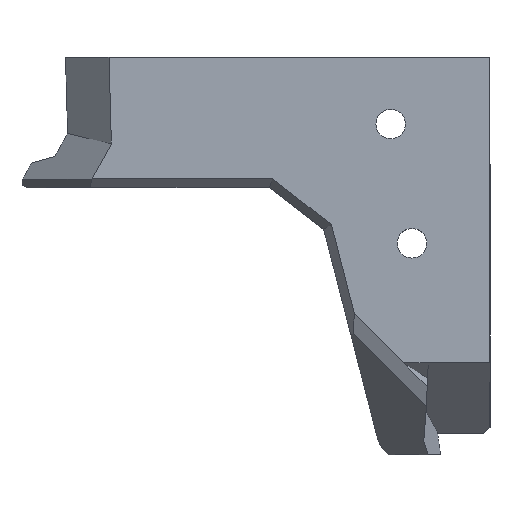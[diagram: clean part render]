
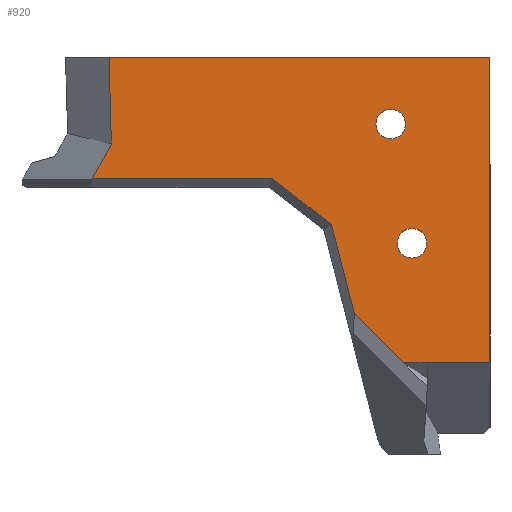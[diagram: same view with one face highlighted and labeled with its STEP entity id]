
A CAD part, top view. The second image highlights one B-rep face of the part: STEP entity #920.
In plain terms, the highlighted planar face has unit normal (0, 0, 1).
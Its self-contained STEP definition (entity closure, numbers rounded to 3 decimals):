
#65 = CARTESIAN_POINT ( 'NONE',  ( -264.32, -74.531, -574.262 ) ) ;
#70 = FACE_BOUND ( 'NONE', #304, .T. ) ;
#77 = EDGE_CURVE ( 'NONE', #108, #958, #1445, .T. ) ;
#84 = CARTESIAN_POINT ( 'NONE',  ( -241.717, -80.182, -574.262 ) ) ;
#89 = CARTESIAN_POINT ( 'NONE',  ( -265.201, -71.108, -574.262 ) ) ;
#108 = VERTEX_POINT ( 'NONE', #158 ) ;
#114 = B_SPLINE_CURVE_WITH_KNOTS ( 'NONE', 3,
 ( #886, #1107, #1327, #313 ),
 .UNSPECIFIED., .F., .F.,
 ( 4, 4 ),
 ( 0.124, 0.983 ),
 .UNSPECIFIED. ) ;
#125 = LINE ( 'NONE', #1247, #583 ) ;
#129 = VECTOR ( 'NONE', #1456, 1000. ) ;
#150 = VECTOR ( 'NONE', #369, 1000. ) ;
#158 = CARTESIAN_POINT ( 'NONE',  ( -260.141, -54.411, -574.262 ) ) ;
#162 = FACE_OUTER_BOUND ( 'NONE', #1028, .T. ) ;
#165 = ORIENTED_EDGE ( 'NONE', *, *, #1253, .F. ) ;
#170 = CARTESIAN_POINT ( 'NONE',  ( -260.141, -52.711, -574.262 ) ) ;
#187 = VERTEX_POINT ( 'NONE', #1168 ) ;
#195 = VECTOR ( 'NONE', #240, 1000. ) ;
#221 = EDGE_CURVE ( 'NONE', #1261, #431, #125, .T. ) ;
#240 = DIRECTION ( 'NONE',  ( 0., 1., 0. ) ) ;
#270 = CIRCLE ( 'NONE', #312, 1.7 ) ;
#271 = ORIENTED_EDGE ( 'NONE', *, *, #672, .F. ) ;
#293 = LINE ( 'NONE', #635, #492 ) ;
#304 = EDGE_LOOP ( 'NONE', ( #884, #676 ) ) ;
#312 = AXIS2_PLACEMENT_3D ( 'NONE', #910, #813, #805 ) ;
#313 = CARTESIAN_POINT ( 'NONE',  ( -273.752, -59., -574.262 ) ) ;
#327 = ORIENTED_EDGE ( 'NONE', *, *, #388, .F. ) ;
#330 = EDGE_CURVE ( 'NONE', #1237, #1261, #1342, .T. ) ;
#357 = ORIENTED_EDGE ( 'NONE', *, *, #772, .F. ) ;
#369 = DIRECTION ( 'NONE',  ( 1., 0., 0. ) ) ;
#388 = EDGE_CURVE ( 'NONE', #449, #485, #114, .T. ) ;
#393 = FACE_BOUND ( 'NONE', #1141, .T. ) ;
#431 = VERTEX_POINT ( 'NONE', #711 ) ;
#433 = VECTOR ( 'NONE', #1000, 1000. ) ;
#449 = VERTEX_POINT ( 'NONE', #576 ) ;
#467 = CARTESIAN_POINT ( 'NONE',  ( -259.393, -66.427, -574.262 ) ) ;
#474 = EDGE_CURVE ( 'NONE', #187, #773, #270, .T. ) ;
#477 = EDGE_CURVE ( 'NONE', #1403, #952, #1240, .T. ) ;
#479 = CARTESIAN_POINT ( 'NONE',  ( -276.306, -59., -574.262 ) ) ;
#485 = VERTEX_POINT ( 'NONE', #1246 ) ;
#492 = VECTOR ( 'NONE', #753, 1000. ) ;
#503 = EDGE_CURVE ( 'NONE', #431, #485, #797, .T. ) ;
#508 = VERTEX_POINT ( 'NONE', #1136 ) ;
#513 = DIRECTION ( 'NONE',  ( -1., 0., 0. ) ) ;
#522 = ORIENTED_EDGE ( 'NONE', *, *, #221, .T. ) ;
#525 = DIRECTION ( 'NONE',  ( -1., 0., 0. ) ) ;
#543 = DIRECTION ( 'NONE',  ( -1., 0., 0. ) ) ;
#549 = CARTESIAN_POINT ( 'NONE',  ( -266.964, -64.261, -574.262 ) ) ;
#576 = CARTESIAN_POINT ( 'NONE',  ( -266.964, -64.261, -574.262 ) ) ;
#583 = VECTOR ( 'NONE', #1032, 1000. ) ;
#596 = ORIENTED_EDGE ( 'NONE', *, *, #1255, .F. ) ;
#635 = CARTESIAN_POINT ( 'NONE',  ( -202.331, -45., -574.262 ) ) ;
#647 = CARTESIAN_POINT ( 'NONE',  ( -255.814, -80.183, -574.262 ) ) ;
#672 = EDGE_CURVE ( 'NONE', #1403, #1275, #1103, .T. ) ;
#673 = LINE ( 'NONE', #1123, #769 ) ;
#676 = ORIENTED_EDGE ( 'NONE', *, *, #1187, .F. ) ;
#681 = DIRECTION ( 'NONE',  ( -0.707, 0.707, 0. ) ) ;
#700 = AXIS2_PLACEMENT_3D ( 'NONE', #170, #1281, #513 ) ;
#711 = CARTESIAN_POINT ( 'NONE',  ( -294.487, -59., -574.262 ) ) ;
#747 = CIRCLE ( 'NONE', #940, 1.7 ) ;
#752 = B_SPLINE_CURVE_WITH_KNOTS ( 'NONE', 3,
 ( #888, #89, #791, #549 ),
 .UNSPECIFIED., .F., .F.,
 ( 4, 4 ),
 ( 1.592, 2.653 ),
 .UNSPECIFIED. ) ;
#753 = DIRECTION ( 'NONE',  ( -1., 0., 0. ) ) ;
#757 = ORIENTED_EDGE ( 'NONE', *, *, #939, .T. ) ;
#759 = DIRECTION ( 'NONE',  ( 0., 0., -1. ) ) ;
#760 = CARTESIAN_POINT ( 'NONE',  ( -292.276, -55.004, -574.262 ) ) ;
#769 = VECTOR ( 'NONE', #681, 1000. ) ;
#772 = EDGE_CURVE ( 'NONE', #508, #924, #673, .T. ) ;
#773 = VERTEX_POINT ( 'NONE', #467 ) ;
#791 = CARTESIAN_POINT ( 'NONE',  ( -266.083, -67.684, -574.262 ) ) ;
#797 = LINE ( 'NONE', #479, #150 ) ;
#805 = DIRECTION ( 'NONE',  ( 1., 0., 0. ) ) ;
#812 = ORIENTED_EDGE ( 'NONE', *, *, #503, .T. ) ;
#813 = DIRECTION ( 'NONE',  ( 0., 0., 1. ) ) ;
#850 = ORIENTED_EDGE ( 'NONE', *, *, #477, .T. ) ;
#855 = CARTESIAN_POINT ( 'NONE',  ( -260.141, -51.011, -574.262 ) ) ;
#866 = PLANE ( 'NONE',  #1307 ) ;
#884 = ORIENTED_EDGE ( 'NONE', *, *, #474, .F. ) ;
#886 = CARTESIAN_POINT ( 'NONE',  ( -266.964, -64.261, -574.262 ) ) ;
#888 = CARTESIAN_POINT ( 'NONE',  ( -264.32, -74.531, -574.262 ) ) ;
#910 = CARTESIAN_POINT ( 'NONE',  ( -257.693, -66.427, -574.262 ) ) ;
#917 = VECTOR ( 'NONE', #543, 1000. ) ;
#920 = ADVANCED_FACE ( 'NONE', ( #393, #70, #162 ), #866, .F. ) ;
#922 = EDGE_CURVE ( 'NONE', #958, #108, #747, .T. ) ;
#924 = VERTEX_POINT ( 'NONE', #65 ) ;
#939 = EDGE_CURVE ( 'NONE', #952, #1237, #293, .T. ) ;
#940 = AXIS2_PLACEMENT_3D ( 'NONE', #1309, #1206, #525 ) ;
#952 = VERTEX_POINT ( 'NONE', #1085 ) ;
#958 = VERTEX_POINT ( 'NONE', #855 ) ;
#983 = CARTESIAN_POINT ( 'NONE',  ( -292.465, -48.066, -574.262 ) ) ;
#995 = CARTESIAN_POINT ( 'NONE',  ( -255.814, -80.182, -574.262 ) ) ;
#1000 = DIRECTION ( 'NONE',  ( 0.027, -1., 0. ) ) ;
#1012 = CARTESIAN_POINT ( 'NONE',  ( -292.549, -45., -574.262 ) ) ;
#1028 = EDGE_LOOP ( 'NONE', ( #357, #596, #271, #850, #757, #1223, #522, #812, #327, #165 ) ) ;
#1032 = DIRECTION ( 'NONE',  ( -0.484, -0.875, 0. ) ) ;
#1077 = CARTESIAN_POINT ( 'NONE',  ( -280.589, -56.513, -574.262 ) ) ;
#1085 = CARTESIAN_POINT ( 'NONE',  ( -248.715, -45., -574.262 ) ) ;
#1090 = DIRECTION ( 'NONE',  ( 0., -1., 0. ) ) ;
#1091 = LINE ( 'NONE', #995, #129 ) ;
#1103 = LINE ( 'NONE', #84, #917 ) ;
#1107 = CARTESIAN_POINT ( 'NONE',  ( -269.227, -62.507, -574.262 ) ) ;
#1121 = DIRECTION ( 'NONE',  ( 1., 0., 0. ) ) ;
#1123 = CARTESIAN_POINT ( 'NONE',  ( -274.362, -64.489, -574.262 ) ) ;
#1126 = CIRCLE ( 'NONE', #1178, 1.7 ) ;
#1132 = ORIENTED_EDGE ( 'NONE', *, *, #922, .T. ) ;
#1136 = CARTESIAN_POINT ( 'NONE',  ( -258.669, -80.182, -574.262 ) ) ;
#1141 = EDGE_LOOP ( 'NONE', ( #1132, #1414 ) ) ;
#1158 = CARTESIAN_POINT ( 'NONE',  ( -248.715, -50.959, -574.262 ) ) ;
#1168 = CARTESIAN_POINT ( 'NONE',  ( -255.993, -66.427, -574.262 ) ) ;
#1178 = AXIS2_PLACEMENT_3D ( 'NONE', #1214, #1426, #1121 ) ;
#1187 = EDGE_CURVE ( 'NONE', #773, #187, #1126, .T. ) ;
#1206 = DIRECTION ( 'NONE',  ( 0., 0., -1. ) ) ;
#1214 = CARTESIAN_POINT ( 'NONE',  ( -257.693, -66.427, -574.262 ) ) ;
#1223 = ORIENTED_EDGE ( 'NONE', *, *, #330, .T. ) ;
#1237 = VERTEX_POINT ( 'NONE', #1012 ) ;
#1240 = LINE ( 'NONE', #1158, #195 ) ;
#1246 = CARTESIAN_POINT ( 'NONE',  ( -273.752, -59., -574.262 ) ) ;
#1247 = CARTESIAN_POINT ( 'NONE',  ( -291.053, -52.794, -574.262 ) ) ;
#1253 = EDGE_CURVE ( 'NONE', #924, #449, #752, .T. ) ;
#1255 = EDGE_CURVE ( 'NONE', #1275, #508, #1091, .T. ) ;
#1261 = VERTEX_POINT ( 'NONE', #760 ) ;
#1275 = VERTEX_POINT ( 'NONE', #647 ) ;
#1281 = DIRECTION ( 'NONE',  ( 0., 0., -1. ) ) ;
#1307 = AXIS2_PLACEMENT_3D ( 'NONE', #1077, #759, #1090 ) ;
#1309 = CARTESIAN_POINT ( 'NONE',  ( -260.141, -52.711, -574.262 ) ) ;
#1327 = CARTESIAN_POINT ( 'NONE',  ( -271.489, -60.754, -574.262 ) ) ;
#1342 = LINE ( 'NONE', #983, #433 ) ;
#1403 = VERTEX_POINT ( 'NONE', #1417 ) ;
#1414 = ORIENTED_EDGE ( 'NONE', *, *, #77, .T. ) ;
#1417 = CARTESIAN_POINT ( 'NONE',  ( -248.715, -80.182, -574.262 ) ) ;
#1426 = DIRECTION ( 'NONE',  ( 0., 0., 1. ) ) ;
#1445 = CIRCLE ( 'NONE', #700, 1.7 ) ;
#1456 = DIRECTION ( 'NONE',  ( -1., 0., 0. ) ) ;
